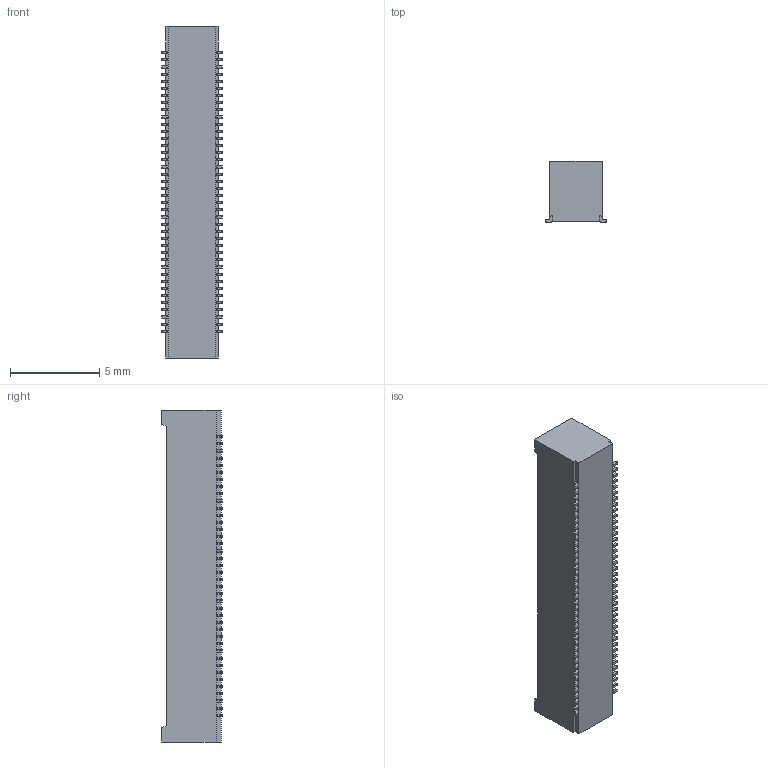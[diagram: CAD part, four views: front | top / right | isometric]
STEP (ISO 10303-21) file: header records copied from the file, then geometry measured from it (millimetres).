
FILE_DESCRIPTION(('CoCreate Modeling STEP Export'),'2;1');
FILE_NAME('DF40HC(3.5)-80DS.stp','2011-11-07T16:03:50',(''),(''),'CoCreate Modeling STEP processor for AP214 (Solid Model)','CoCreate Modeling 17.0 01-Apr-2010 (C) Parametric Technology GmbH','');
FILE_SCHEMA(('AUTOMOTIVE_DESIGN { 1 0 10303 214 1 1 1 1 }'));
Length unit declared in the file: millimetre
Products named in the file (1): DF40HC(3.5)-80DS
Bounding box: 3.38 x 3.4 x 18.6 mm (x, y, z)
Volume: 148.5 mm3; surface area: 360.2 mm2
Topology: 1 solids, 1 shells, 1697 faces, 4556 edges, 3024 vertices
Faces by surface type: plane 1109, cylinder 576, cone 12
Entity records: 38075 total; most frequent: ORIENTED_EDGE 9112, CARTESIAN_POINT 7567, EDGE_CURVE 4556, VERTEX_POINT 3024, LINE 2934, AXIS2_PLACEMENT_3D 2614, EDGE_LOOP 1860, FACE_OUTER_BOUND 1697
